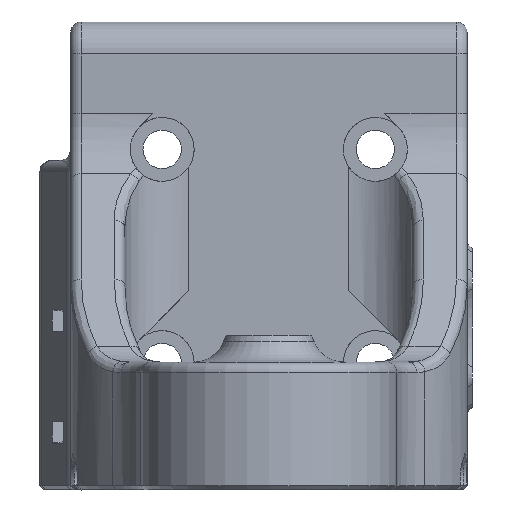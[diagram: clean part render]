
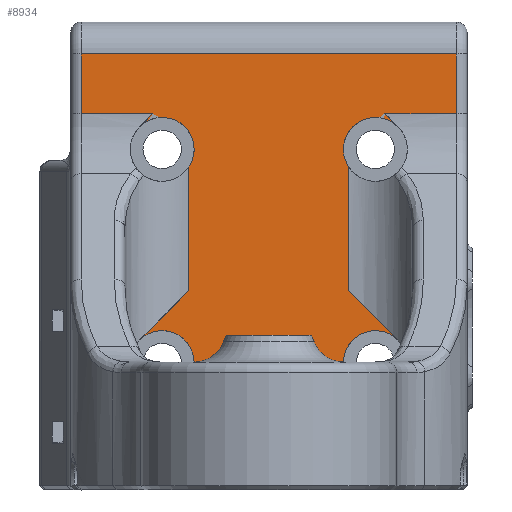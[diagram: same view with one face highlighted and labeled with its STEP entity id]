
A CAD part, front view. The second image highlights one B-rep face of the part: STEP entity #8934.
In plain terms, the highlighted planar face has unit normal (0, -1, 0).
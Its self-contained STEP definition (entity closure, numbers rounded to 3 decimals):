
#293=CIRCLE('',#9496,3.);
#297=CIRCLE('',#9503,3.);
#331=CIRCLE('',#9551,3.);
#332=CIRCLE('',#9552,3.);
#333=CIRCLE('',#9553,3.);
#1071=FACE_OUTER_BOUND('',#1627,.T.);
#1627=EDGE_LOOP('',(#6023,#6024,#6025,#6026,#6027,#6028,#6029,#6030,#6031,
#6032,#6033,#6034,#6035,#6036,#6037,#6038,#6039));
#2213=LINE('',#13009,#2906);
#2214=LINE('',#13015,#2907);
#2217=LINE('',#13023,#2910);
#2218=LINE('',#13029,#2911);
#2220=LINE('',#13034,#2913);
#2223=LINE('',#13103,#2916);
#2226=LINE('',#13158,#2919);
#2236=LINE('',#13218,#2929);
#2253=LINE('',#13282,#2946);
#2254=LINE('',#13286,#2947);
#2255=LINE('',#13290,#2948);
#2256=LINE('',#13291,#2949);
#2906=VECTOR('',#10433,10.);
#2907=VECTOR('',#10438,10.);
#2910=VECTOR('',#10445,10.);
#2911=VECTOR('',#10450,10.);
#2913=VECTOR('',#10454,10.);
#2916=VECTOR('',#10469,10.);
#2919=VECTOR('',#10484,10.);
#2929=VECTOR('',#10546,10.);
#2946=VECTOR('',#10599,10.);
#2947=VECTOR('',#10604,10.);
#2948=VECTOR('',#10609,10.);
#2949=VECTOR('',#10610,10.);
#3649=VERTEX_POINT('',#13005);
#3650=VERTEX_POINT('',#13007);
#3651=VERTEX_POINT('',#13011);
#3653=VERTEX_POINT('',#13014);
#3655=VERTEX_POINT('',#13019);
#3656=VERTEX_POINT('',#13021);
#3657=VERTEX_POINT('',#13025);
#3659=VERTEX_POINT('',#13028);
#3660=VERTEX_POINT('',#13032);
#3661=VERTEX_POINT('',#13033);
#3669=VERTEX_POINT('',#13102);
#3677=VERTEX_POINT('',#13157);
#3688=VERTEX_POINT('',#13186);
#3691=VERTEX_POINT('',#13194);
#3726=VERTEX_POINT('',#13281);
#3727=VERTEX_POINT('',#13285);
#3728=VERTEX_POINT('',#13287);
#4506=EDGE_CURVE('',#3650,#3649,#2213,.T.);
#4508=EDGE_CURVE('',#3653,#3651,#2214,.T.);
#4512=EDGE_CURVE('',#3656,#3655,#2217,.T.);
#4514=EDGE_CURVE('',#3659,#3657,#2218,.T.);
#4516=EDGE_CURVE('',#3660,#3661,#2220,.T.);
#4522=EDGE_CURVE('',#3650,#3661,#293,.T.);
#4528=EDGE_CURVE('',#3649,#3669,#2223,.T.);
#4538=EDGE_CURVE('',#3656,#3669,#297,.T.);
#4540=EDGE_CURVE('',#3655,#3677,#2226,.T.);
#4568=EDGE_CURVE('',#3688,#3691,#2236,.T.);
#4600=EDGE_CURVE('',#3691,#3726,#2253,.T.);
#4602=EDGE_CURVE('',#3727,#3651,#2254,.T.);
#4603=EDGE_CURVE('',#3727,#3728,#331,.T.);
#4604=EDGE_CURVE('',#3728,#3659,#332,.T.);
#4605=EDGE_CURVE('',#3726,#3657,#2255,.T.);
#4606=EDGE_CURVE('',#3677,#3688,#2256,.T.);
#4607=EDGE_CURVE('',#3660,#3653,#333,.T.);
#6023=ORIENTED_EDGE('',*,*,#4602,.F.);
#6024=ORIENTED_EDGE('',*,*,#4603,.T.);
#6025=ORIENTED_EDGE('',*,*,#4604,.T.);
#6026=ORIENTED_EDGE('',*,*,#4514,.T.);
#6027=ORIENTED_EDGE('',*,*,#4605,.F.);
#6028=ORIENTED_EDGE('',*,*,#4600,.F.);
#6029=ORIENTED_EDGE('',*,*,#4568,.F.);
#6030=ORIENTED_EDGE('',*,*,#4606,.F.);
#6031=ORIENTED_EDGE('',*,*,#4540,.F.);
#6032=ORIENTED_EDGE('',*,*,#4512,.F.);
#6033=ORIENTED_EDGE('',*,*,#4538,.T.);
#6034=ORIENTED_EDGE('',*,*,#4528,.F.);
#6035=ORIENTED_EDGE('',*,*,#4506,.F.);
#6036=ORIENTED_EDGE('',*,*,#4522,.T.);
#6037=ORIENTED_EDGE('',*,*,#4516,.F.);
#6038=ORIENTED_EDGE('',*,*,#4607,.T.);
#6039=ORIENTED_EDGE('',*,*,#4508,.T.);
#8689=PLANE('',#9550);
#8934=ADVANCED_FACE('',(#1071),#8689,.F.);
#9496=AXIS2_PLACEMENT_3D('',#13055,#10462,#10463);
#9503=AXIS2_PLACEMENT_3D('',#13149,#10480,#10481);
#9550=AXIS2_PLACEMENT_3D('',#13284,#10602,#10603);
#9551=AXIS2_PLACEMENT_3D('',#13288,#10605,#10606);
#9552=AXIS2_PLACEMENT_3D('',#13289,#10607,#10608);
#9553=AXIS2_PLACEMENT_3D('',#13292,#10611,#10612);
#10433=DIRECTION('',(0.707,0.,0.707));
#10438=DIRECTION('',(-0.707,0.,0.707));
#10445=DIRECTION('',(0.707,0.,0.707));
#10450=DIRECTION('',(-0.707,0.,0.707));
#10454=DIRECTION('',(-1.,0.,0.));
#10462=DIRECTION('center_axis',(0.,1.,0.));
#10463=DIRECTION('ref_axis',(1.,0.,0.));
#10469=DIRECTION('',(0.,0.,1.));
#10480=DIRECTION('center_axis',(0.,1.,0.));
#10481=DIRECTION('ref_axis',(1.,0.,0.));
#10484=DIRECTION('',(-1.,0.,0.));
#10546=DIRECTION('',(1.,0.,0.));
#10599=DIRECTION('',(0.,0.,-1.));
#10602=DIRECTION('center_axis',(0.,1.,0.));
#10603=DIRECTION('ref_axis',(0.,0.,
1.));
#10604=DIRECTION('',(0.,0.,-1.));
#10605=DIRECTION('center_axis',(0.,1.,0.));
#10606=DIRECTION('ref_axis',(1.,0.,0.));
#10607=DIRECTION('center_axis',(0.,1.,0.));
#10608=DIRECTION('ref_axis',(1.,0.,0.));
#10609=DIRECTION('',(-1.,0.,0.));
#10610=DIRECTION('',(0.,0.,1.));
#10611=DIRECTION('center_axis',(0.,1.,0.));
#10612=DIRECTION('ref_axis',(1.,0.,0.));
#13005=CARTESIAN_POINT('',(69.899,83.19,-335.53));
#13007=CARTESIAN_POINT('',(65.274,83.19,-340.155));
#13009=CARTESIAN_POINT('',(65.274,83.19,-340.155));
#13011=CARTESIAN_POINT('',(84.899,83.19,-335.538));
#13014=CARTESIAN_POINT('',(89.517,83.19,-340.155));
#13015=CARTESIAN_POINT('',(89.517,83.19,-340.155));
#13019=CARTESIAN_POINT('',(66.517,83.19,-318.913));
#13021=CARTESIAN_POINT('',(65.274,83.19,-320.155));
#13023=CARTESIAN_POINT('',(65.274,83.19,-320.155));
#13025=CARTESIAN_POINT('',(88.274,83.19,-318.913));
#13028=CARTESIAN_POINT('',(89.517,83.19,-320.155));
#13029=CARTESIAN_POINT('',(89.517,83.19,-320.155));
#13032=CARTESIAN_POINT('',(84.395,83.19,-342.277));
#13033=CARTESIAN_POINT('',(70.395,83.19,-342.277));
#13034=CARTESIAN_POINT('',(68.397,83.19,-342.277));
#13055=CARTESIAN_POINT('Origin',(67.395,83.19,-342.277));
#13102=CARTESIAN_POINT('',(69.899,83.19,-323.929));
#13103=CARTESIAN_POINT('',(69.899,83.19,-315.977));
#13149=CARTESIAN_POINT('Origin',(67.395,83.19,-322.277));
#13157=CARTESIAN_POINT('',(59.799,83.19,-318.913));
#13158=CARTESIAN_POINT('',(59.395,83.19,-318.913));
#13186=CARTESIAN_POINT('',(59.799,83.19,-313.327));
#13194=CARTESIAN_POINT('',(94.999,83.19,-313.327));
#13218=CARTESIAN_POINT('',(67.671,83.19,-313.327));
#13281=CARTESIAN_POINT('',(94.999,83.19,-318.913));
#13282=CARTESIAN_POINT('',(94.999,83.19,-335.927));
#13284=CARTESIAN_POINT('Origin',(59.395,83.19,-319.627));
#13285=CARTESIAN_POINT('',(84.899,83.19,-323.941));
#13286=CARTESIAN_POINT('',(84.899,83.19,-315.977));
#13287=CARTESIAN_POINT('',(84.395,83.19,-322.277));
#13288=CARTESIAN_POINT('Origin',(87.395,83.19,-322.277));
#13289=CARTESIAN_POINT('Origin',(87.395,83.19,-322.277));
#13290=CARTESIAN_POINT('',(59.395,83.19,-318.913));
#13291=CARTESIAN_POINT('',(59.799,83.19,-337.927));
#13292=CARTESIAN_POINT('Origin',(87.395,83.19,-342.277));
